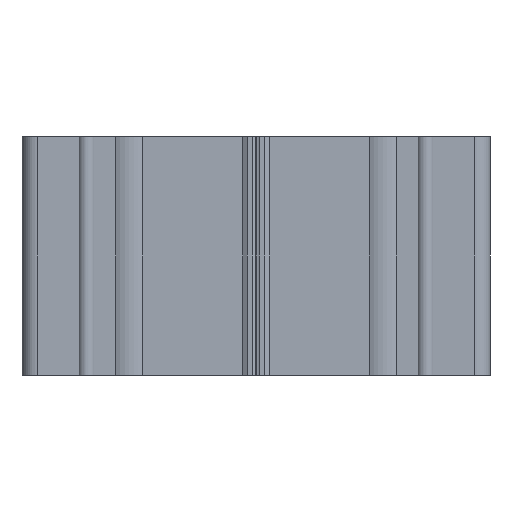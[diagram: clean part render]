
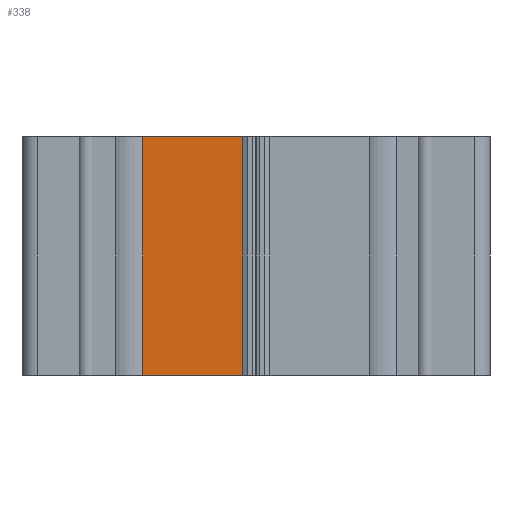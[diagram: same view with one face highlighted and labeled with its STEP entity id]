
A CAD part, front view. The second image highlights one B-rep face of the part: STEP entity #338.
In plain terms, the highlighted planar face has unit normal (0, -1, 0).
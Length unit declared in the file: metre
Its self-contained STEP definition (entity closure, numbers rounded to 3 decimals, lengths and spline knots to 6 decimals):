
#338=ADVANCED_FACE('',(#919),#920,.F.);
#919=FACE_OUTER_BOUND('',#1740,.T.);
#920=PLANE('',#1741);
#1740=EDGE_LOOP('',(#2927,#2928,#2929,#2930));
#1741=AXIS2_PLACEMENT_3D('',#2931,#2932,#2933);
#2927=ORIENTED_EDGE('',*,*,#5436,.F.);
#2928=ORIENTED_EDGE('',*,*,#5527,.F.);
#2929=ORIENTED_EDGE('',*,*,#5528,.T.);
#2930=ORIENTED_EDGE('',*,*,#5186,.T.);
#2931=CARTESIAN_POINT('',(0.0975,0.092541,0.0));
#2932=DIRECTION('',(0.,1.0,0.0));
#2933=DIRECTION('',(1.0,0.,0.0));
#5186=EDGE_CURVE('',#6270,#6267,#6271,.T.);
#5436=EDGE_CURVE('',#6740,#6267,#6742,.T.);
#5527=EDGE_CURVE('',#6910,#6740,#6911,.T.);
#5528=EDGE_CURVE('',#6910,#6270,#6912,.T.);
#6267=VERTEX_POINT('',#7883);
#6270=VERTEX_POINT('',#7886);
#6271=LINE('',#7887,#7888);
#6740=VERTEX_POINT('',#8487);
#6742=LINE('',#8490,#8491);
#6910=VERTEX_POINT('',#8700);
#6911=LINE('',#8701,#8702);
#6912=LINE('',#8703,#8704);
#7883=CARTESIAN_POINT('',(0.0975,0.092541,-0.062));
#7886=CARTESIAN_POINT('',(0.0975,0.092541,0.0));
#7887=CARTESIAN_POINT('',(0.0975,0.092541,0.0));
#7888=VECTOR('',#10013,1.0);
#8487=CARTESIAN_POINT('',(0.1244,0.092541,-0.062));
#8490=CARTESIAN_POINT('',(0.0975,0.092541,-0.062));
#8491=VECTOR('',#10448,1.0);
#8700=CARTESIAN_POINT('',(0.1244,0.092541,0.0));
#8701=CARTESIAN_POINT('',(0.1244,0.092541,0.0));
#8702=VECTOR('',#10628,1.0);
#8703=CARTESIAN_POINT('',(0.0975,0.092541,0.0));
#8704=VECTOR('',#10629,1.0);
#10013=DIRECTION('',(0.0,0.0,-1.0));
#10448=DIRECTION('',(-1.0,0.,0.0));
#10628=DIRECTION('',(0.0,0.0,-1.0));
#10629=DIRECTION('',(-1.0,0.,0.0));
